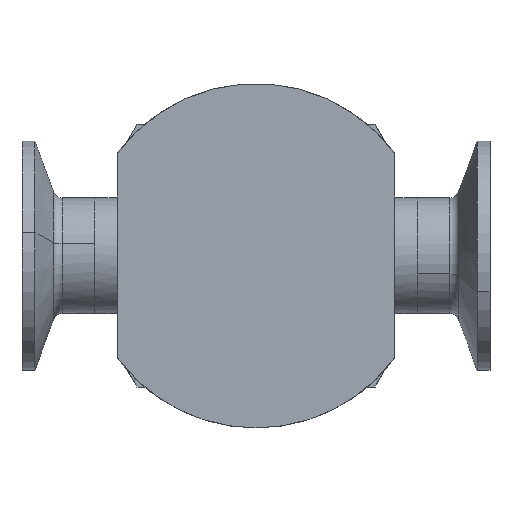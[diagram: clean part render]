
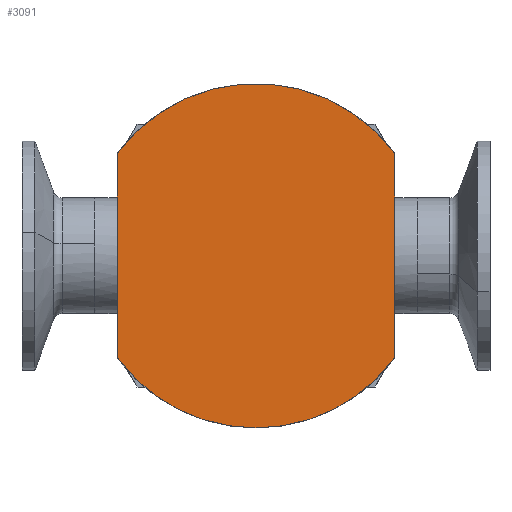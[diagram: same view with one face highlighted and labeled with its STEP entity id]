
A CAD part, front view. The second image highlights one B-rep face of the part: STEP entity #3091.
In plain terms, the highlighted planar face has unit normal (0, -1, 0).
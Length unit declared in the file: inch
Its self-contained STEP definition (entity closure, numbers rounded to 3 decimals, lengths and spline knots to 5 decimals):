
#33 = DIRECTION ( 'NONE',  ( 0., 0., -1. ) ) ;
#132 = VERTEX_POINT ( 'NONE', #3757 ) ;
#200 = DIRECTION ( 'NONE',  ( 0., 0., -1. ) ) ;
#280 = ORIENTED_EDGE ( 'NONE', *, *, #1752, .T. ) ;
#293 = ORIENTED_EDGE ( 'NONE', *, *, #1841, .T. ) ;
#320 = AXIS2_PLACEMENT_3D ( 'NONE', #2937, #1633, #33 ) ;
#372 = EDGE_LOOP ( 'NONE', ( #280, #3711, #3505, #2095, #293 ) ) ;
#556 = CIRCLE ( 'NONE', #850, 1.49 ) ;
#695 = VECTOR ( 'NONE', #3161, 39.37008 ) ;
#711 = CIRCLE ( 'NONE', #3336, 1.49 ) ;
#850 = AXIS2_PLACEMENT_3D ( 'NONE', #3081, #2485, #1200 ) ;
#1200 = DIRECTION ( 'NONE',  ( 0., 0., -1. ) ) ;
#1233 = LINE ( 'NONE', #2491, #695 ) ;
#1503 = VECTOR ( 'NONE', #3438, 39.37008 ) ;
#1633 = DIRECTION ( 'NONE',  ( 0., -1., 0. ) ) ;
#1706 = DIRECTION ( 'NONE',  ( 0., -1., 0. ) ) ;
#1719 = CARTESIAN_POINT ( 'NONE',  ( 0., 0., 0. ) ) ;
#1752 = EDGE_CURVE ( 'NONE', #2916, #2830, #556, .T. ) ;
#1757 = CARTESIAN_POINT ( 'NONE',  ( 0., 0., -1.49 ) ) ;
#1841 = EDGE_CURVE ( 'NONE', #132, #2916, #2733, .T. ) ;
#1952 = PLANE ( 'NONE',  #320 ) ;
#2095 = ORIENTED_EDGE ( 'NONE', *, *, #2107, .T. ) ;
#2107 = EDGE_CURVE ( 'NONE', #3524, #132, #711, .T. ) ;
#2112 = CARTESIAN_POINT ( 'NONE',  ( 0., 0., 0. ) ) ;
#2298 = EDGE_CURVE ( 'NONE', #2830, #3770, #2679, .T. ) ;
#2403 = DIRECTION ( 'NONE',  ( 0., -1., 0. ) ) ;
#2485 = DIRECTION ( 'NONE',  ( 0., -1., 0. ) ) ;
#2491 = CARTESIAN_POINT ( 'NONE',  ( 1.201, 0., 0. ) ) ;
#2498 = CARTESIAN_POINT ( 'NONE',  ( -1.201, 0., 0. ) ) ;
#2679 = CIRCLE ( 'NONE', #3212, 1.49 ) ;
#2733 = LINE ( 'NONE', #2498, #1503 ) ;
#2830 = VERTEX_POINT ( 'NONE', #1757 ) ;
#2916 = VERTEX_POINT ( 'NONE', #3361 ) ;
#2925 = CARTESIAN_POINT ( 'NONE',  ( 1.201, 0., 0.88187 ) ) ;
#2937 = CARTESIAN_POINT ( 'NONE',  ( 0., 0., 0. ) ) ;
#2985 = FACE_OUTER_BOUND ( 'NONE', #372, .T. ) ;
#3081 = CARTESIAN_POINT ( 'NONE',  ( 0., 0., 0. ) ) ;
#3091 = ADVANCED_FACE ( 'NONE', ( #2985 ), #1952, .T. ) ;
#3161 = DIRECTION ( 'NONE',  ( 0., 0., 1. ) ) ;
#3212 = AXIS2_PLACEMENT_3D ( 'NONE', #2112, #2403, #200 ) ;
#3336 = AXIS2_PLACEMENT_3D ( 'NONE', #1719, #1706, #3919 ) ;
#3361 = CARTESIAN_POINT ( 'NONE',  ( -1.201, 0., -0.88187 ) ) ;
#3417 = EDGE_CURVE ( 'NONE', #3770, #3524, #1233, .T. ) ;
#3438 = DIRECTION ( 'NONE',  ( 0., 0., -1. ) ) ;
#3505 = ORIENTED_EDGE ( 'NONE', *, *, #3417, .T. ) ;
#3524 = VERTEX_POINT ( 'NONE', #2925 ) ;
#3711 = ORIENTED_EDGE ( 'NONE', *, *, #2298, .T. ) ;
#3757 = CARTESIAN_POINT ( 'NONE',  ( -1.201, 0., 0.88187 ) ) ;
#3770 = VERTEX_POINT ( 'NONE', #3820 ) ;
#3820 = CARTESIAN_POINT ( 'NONE',  ( 1.201, 0., -0.88187 ) ) ;
#3919 = DIRECTION ( 'NONE',  ( 0., 0., -1. ) ) ;
